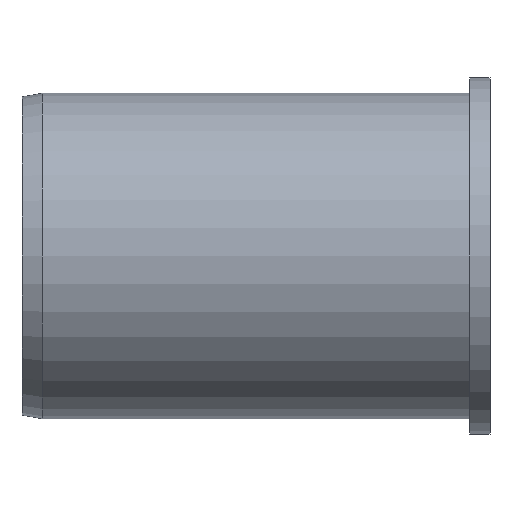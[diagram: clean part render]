
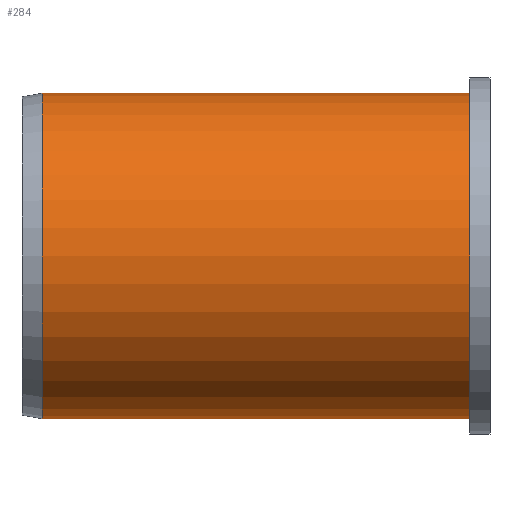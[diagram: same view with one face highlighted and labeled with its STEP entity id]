
A CAD part, left-side view. The second image highlights one B-rep face of the part: STEP entity #284.
In plain terms, the highlighted cylindrical face has radius 8 mm (diameter 16 mm), a partial arc.
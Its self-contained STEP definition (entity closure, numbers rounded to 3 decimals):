
#11 = AXIS2_PLACEMENT_3D ( 'NONE', #182, #71, #119 ) ;
#35 = AXIS2_PLACEMENT_3D ( 'NONE', #134, #136, #138 ) ;
#37 = AXIS2_PLACEMENT_3D ( 'NONE', #128, #129, #130 ) ;
#40 = EDGE_CURVE ( 'NONE', #211, #263, #341, .T. ) ;
#42 = EDGE_CURVE ( 'NONE', #256, #252, #342, .T. ) ;
#52 = EDGE_CURVE ( 'NONE', #263, #252, #327, .T. ) ;
#59 = EDGE_CURVE ( 'NONE', #211, #256, #317, .T. ) ;
#71 = DIRECTION ( 'NONE',  ( 0., 1., 0. ) ) ;
#76 = CARTESIAN_POINT ( 'NONE',  ( 0., 22., 8. ) ) ;
#98 = CARTESIAN_POINT ( 'NONE',  ( 0., 1., 8. ) ) ;
#101 = DIRECTION ( 'NONE',  ( 0., 1., 0. ) ) ;
#108 = CARTESIAN_POINT ( 'NONE',  ( 0., 1., -8. ) ) ;
#119 = DIRECTION ( 'NONE',  ( 0., 0., 1. ) ) ;
#128 = CARTESIAN_POINT ( 'NONE',  ( 0., 1., 0. ) ) ;
#129 = DIRECTION ( 'NONE',  ( 0., -1., 0. ) ) ;
#130 = DIRECTION ( 'NONE',  ( 0., 0., 1. ) ) ;
#134 = CARTESIAN_POINT ( 'NONE',  ( 0., 22., 0. ) ) ;
#136 = DIRECTION ( 'NONE',  ( 0., -1., 0. ) ) ;
#138 = DIRECTION ( 'NONE',  ( 0., 0., -1. ) ) ;
#139 = DIRECTION ( 'NONE',  ( 0., 1., 0. ) ) ;
#154 = CARTESIAN_POINT ( 'NONE',  ( 0., 1., -8. ) ) ;
#156 = CARTESIAN_POINT ( 'NONE',  ( 0., 22., -8. ) ) ;
#160 = CARTESIAN_POINT ( 'NONE',  ( 0., 1., 8. ) ) ;
#182 = CARTESIAN_POINT ( 'NONE',  ( 0., 1., 0. ) ) ;
#211 = VERTEX_POINT ( 'NONE', #160 ) ;
#234 = EDGE_LOOP ( 'NONE', ( #246, #247, #248, #249 ) ) ;
#246 = ORIENTED_EDGE ( 'NONE', *, *, #52, .F. ) ;
#247 = ORIENTED_EDGE ( 'NONE', *, *, #40, .F. ) ;
#248 = ORIENTED_EDGE ( 'NONE', *, *, #59, .T. ) ;
#249 = ORIENTED_EDGE ( 'NONE', *, *, #42, .T. ) ;
#252 = VERTEX_POINT ( 'NONE', #156 ) ;
#256 = VERTEX_POINT ( 'NONE', #76 ) ;
#263 = VERTEX_POINT ( 'NONE', #154 ) ;
#284 = ADVANCED_FACE ( 'NONE', ( #302 ), #293, .T. ) ;
#293 = CYLINDRICAL_SURFACE ( 'NONE', #11, 8. ) ;
#302 = FACE_OUTER_BOUND ( 'NONE', #234, .T. ) ;
#315 = VECTOR ( 'NONE', #139, 1000. ) ;
#317 = LINE ( 'NONE', #98, #315 ) ;
#325 = VECTOR ( 'NONE', #101, 1000. ) ;
#327 = LINE ( 'NONE', #108, #325 ) ;
#341 = CIRCLE ( 'NONE', #37, 8. ) ;
#342 = CIRCLE ( 'NONE', #35, 8. ) ;
